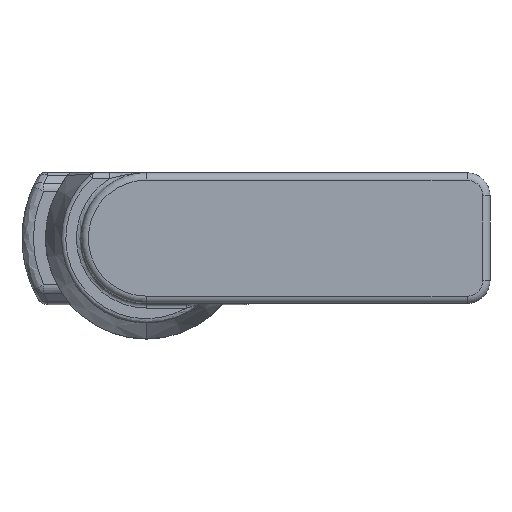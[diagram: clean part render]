
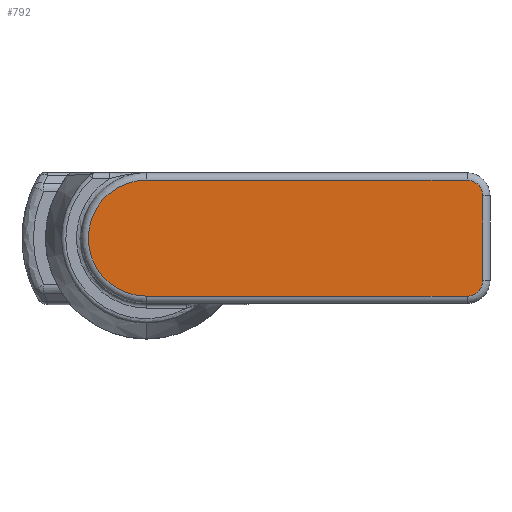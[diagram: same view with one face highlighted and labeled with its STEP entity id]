
A CAD part, front view. The second image highlights one B-rep face of the part: STEP entity #792.
In plain terms, the highlighted planar face has unit normal (0, -1, 0).
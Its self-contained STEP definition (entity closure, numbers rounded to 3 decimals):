
#132 = AXIS2_PLACEMENT_3D ( 'NONE', #2231, #4598, #4184 ) ;
#177 = LINE ( 'NONE', #2109, #1227 ) ;
#184 = DIRECTION ( 'NONE',  ( 0., -1., 0. ) ) ;
#309 = AXIS2_PLACEMENT_3D ( 'NONE', #3574, #184, #5960 ) ;
#501 = VERTEX_POINT ( 'NONE', #4904 ) ;
#554 = CARTESIAN_POINT ( 'NONE',  ( -24.988, 43.342, 7.77 ) ) ;
#581 = VERTEX_POINT ( 'NONE', #2737 ) ;
#792 = ADVANCED_FACE ( 'NONE', ( #5579 ), #5968, .T. ) ;
#1227 = VECTOR ( 'NONE', #1681, 1000. ) ;
#1400 = ORIENTED_EDGE ( 'NONE', *, *, #4320, .T. ) ;
#1538 = VECTOR ( 'NONE', #5825, 1000. ) ;
#1681 = DIRECTION ( 'NONE',  ( 0., 0., -1. ) ) ;
#1693 = ORIENTED_EDGE ( 'NONE', *, *, #5088, .F. ) ;
#1807 = CARTESIAN_POINT ( 'NONE',  ( -38.988, 43.342, 10.3 ) ) ;
#1943 = LINE ( 'NONE', #2463, #1538 ) ;
#1952 = VERTEX_POINT ( 'NONE', #2692 ) ;
#2103 = EDGE_LOOP ( 'NONE', ( #6032, #1693, #3772, #3306, #2740, #1400 ) ) ;
#2109 = CARTESIAN_POINT ( 'NONE',  ( -24.308, 43.342, 8.45 ) ) ;
#2215 = VERTEX_POINT ( 'NONE', #5426 ) ;
#2231 = CARTESIAN_POINT ( 'NONE',  ( -24.988, 43.342, 8.45 ) ) ;
#2340 = EDGE_CURVE ( 'NONE', #2215, #1952, #1943, .T. ) ;
#2387 = CARTESIAN_POINT ( 'NONE',  ( -24.988, 43.342, 7.77 ) ) ;
#2411 = VERTEX_POINT ( 'NONE', #3842 ) ;
#2463 = CARTESIAN_POINT ( 'NONE',  ( -24.988, 43.342, 12.83 ) ) ;
#2511 = DIRECTION ( 'NONE',  ( 1., 0., 0. ) ) ;
#2530 = CIRCLE ( 'NONE', #3854, 0.68 ) ;
#2692 = CARTESIAN_POINT ( 'NONE',  ( -24.988, 43.342, 12.83 ) ) ;
#2737 = CARTESIAN_POINT ( 'NONE',  ( -24.308, 43.342, 8.45 ) ) ;
#2740 = ORIENTED_EDGE ( 'NONE', *, *, #5087, .T. ) ;
#2812 = AXIS2_PLACEMENT_3D ( 'NONE', #1807, #4371, #5691 ) ;
#3306 = ORIENTED_EDGE ( 'NONE', *, *, #5775, .F. ) ;
#3574 = CARTESIAN_POINT ( 'NONE',  ( -36.038, 43.342, 10.3 ) ) ;
#3772 = ORIENTED_EDGE ( 'NONE', *, *, #2340, .F. ) ;
#3842 = CARTESIAN_POINT ( 'NONE',  ( -38.988, 43.342, 7.77 ) ) ;
#3854 = AXIS2_PLACEMENT_3D ( 'NONE', #4454, #5740, #4839 ) ;
#4184 = DIRECTION ( 'NONE',  ( 0., 0., -1. ) ) ;
#4252 = CIRCLE ( 'NONE', #2812, 2.53 ) ;
#4320 = EDGE_CURVE ( 'NONE', #4490, #581, #4712, .T. ) ;
#4360 = VECTOR ( 'NONE', #2511, 1000. ) ;
#4371 = DIRECTION ( 'NONE',  ( 0., 1., 0. ) ) ;
#4400 = EDGE_CURVE ( 'NONE', #501, #581, #177, .T. ) ;
#4454 = CARTESIAN_POINT ( 'NONE',  ( -24.988, 43.342, 12.15 ) ) ;
#4490 = VERTEX_POINT ( 'NONE', #2387 ) ;
#4598 = DIRECTION ( 'NONE',  ( 0., -1., 0. ) ) ;
#4712 = CIRCLE ( 'NONE', #132, 0.68 ) ;
#4839 = DIRECTION ( 'NONE',  ( 0., 0., 1. ) ) ;
#4904 = CARTESIAN_POINT ( 'NONE',  ( -24.308, 43.342, 12.15 ) ) ;
#4928 = LINE ( 'NONE', #554, #4360 ) ;
#5087 = EDGE_CURVE ( 'NONE', #2411, #4490, #4928, .T. ) ;
#5088 = EDGE_CURVE ( 'NONE', #1952, #501, #2530, .T. ) ;
#5426 = CARTESIAN_POINT ( 'NONE',  ( -38.988, 43.342, 12.83 ) ) ;
#5579 = FACE_OUTER_BOUND ( 'NONE', #2103, .T. ) ;
#5691 = DIRECTION ( 'NONE',  ( 0., 0., 1. ) ) ;
#5740 = DIRECTION ( 'NONE',  ( 0., 1., 0. ) ) ;
#5775 = EDGE_CURVE ( 'NONE', #2411, #2215, #4252, .T. ) ;
#5825 = DIRECTION ( 'NONE',  ( 1., 0., 0. ) ) ;
#5960 = DIRECTION ( 'NONE',  ( 0., 0., 1. ) ) ;
#5968 = PLANE ( 'NONE',  #309 ) ;
#6032 = ORIENTED_EDGE ( 'NONE', *, *, #4400, .F. ) ;
